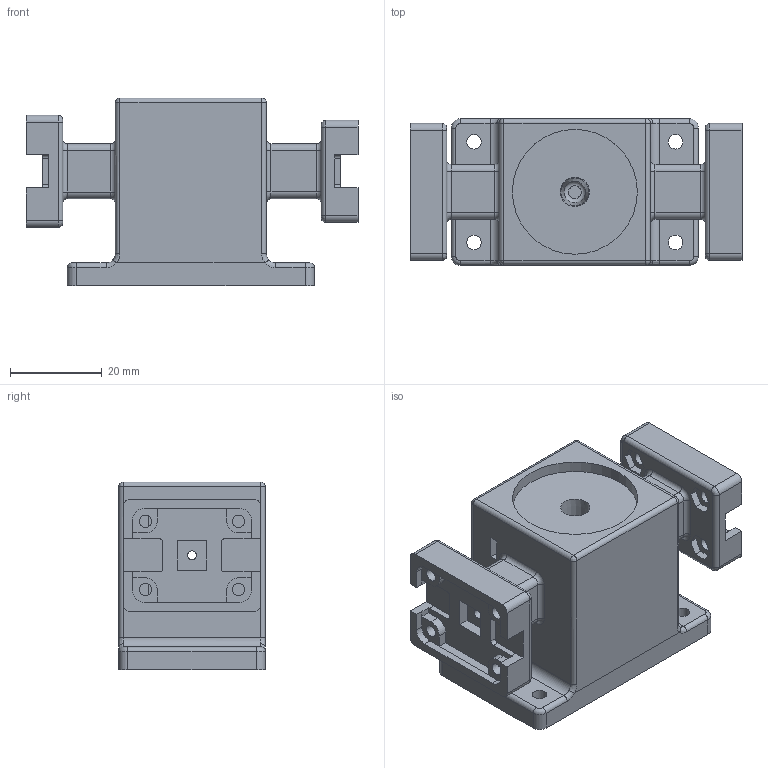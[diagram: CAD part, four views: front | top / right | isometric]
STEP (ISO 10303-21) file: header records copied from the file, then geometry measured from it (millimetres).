
FILE_DESCRIPTION(('FreeCAD Model'),'2;1');
FILE_NAME('Open CASCADE Shape Model','2023-06-30T09:26:48',(''),(''), 'Open CASCADE STEP processor 7.6','FreeCAD','Unknown');
FILE_SCHEMA(('AUTOMOTIVE_DESIGN { 1 0 10303 214 1 1 1 1 }'));
Length unit declared in the file: millimetre
Products named in the file (1): TubeHoleGroove
Bounding box: 72.5 x 32 x 41 mm (x, y, z)
Volume: 50842 mm3; surface area: 17181.5 mm2
Topology: 1 solids, 1 shells, 424 faces, 1095 edges, 692 vertices
Faces by surface type: plane 252, cylinder 128, torus 21, bspline 10, revolution 8, sphere 3, cone 2
Full cylindrical faces by diameter (mm): 2 x3, 2.7 x16, 3.2 x4, 4.755 x1, 27.273 x1
Entity records: 28381 total; most frequent: CARTESIAN_POINT 6769, DIRECTION 3926, LINE 2439, VECTOR 2439, ORIENTED_EDGE 2182, PCURVE 2182, DEFINITIONAL_REPRESENTATION 2182, EDGE_CURVE 1091
